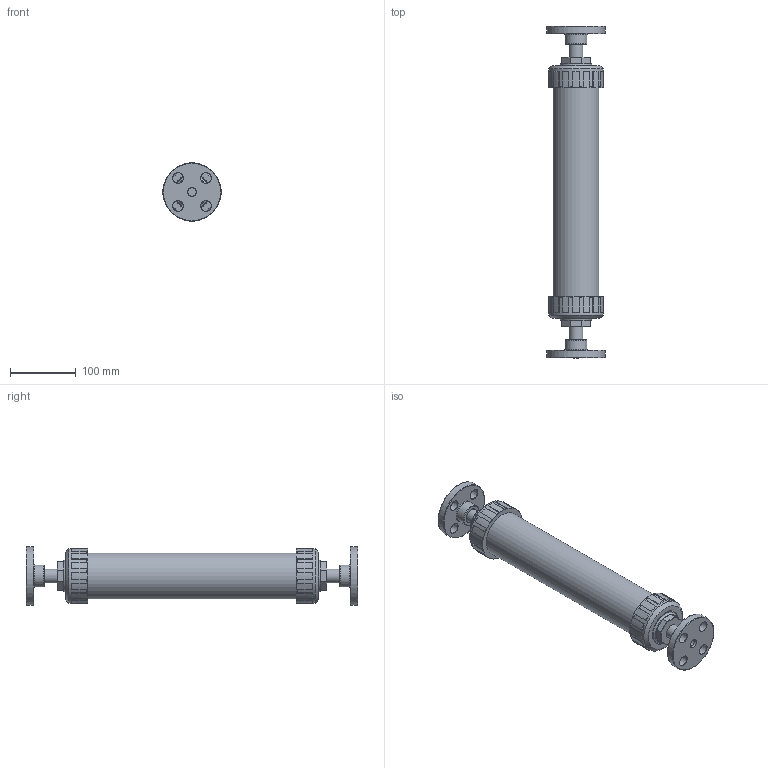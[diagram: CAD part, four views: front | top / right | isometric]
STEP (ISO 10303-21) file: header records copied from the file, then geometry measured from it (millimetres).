
FILE_DESCRIPTION((''),'2;1');
FILE_NAME('CVG-500-PV-50F_R0.stp','2017-07-25T08:33:16',('salesdesk5'),(''),'Autodesk Inventor 2009','Autodesk Inventor 2009','');
FILE_SCHEMA(('AUTOMOTIVE_DESIGN { 1 0 10303 214 1 1 1 1 }'));
Length unit declared in the file: inch
Products named in the file (1): CVG-500-PV-50F_R0
Bounding box: 88.56 x 506.22 x 88.56 mm (x, y, z)
Volume: 1784261.1 mm3; surface area: 161802 mm2
Topology: 1 solids, 8 shells, 330 faces, 826 edges, 528 vertices
Faces by surface type: bspline 134, plane 96, cylinder 40, cone 34, torus 26
Full cylindrical faces by diameter (mm): 13.36 x2, 16.002 x8, 33.541 x2, 54 x2, 69.85 x1, 88.9 x2
Entity records: 13427 total; most frequent: CARTESIAN_POINT 5896, ORIENTED_EDGE 1506, DIRECTION 1366, EDGE_CURVE 753, VERTEX_POINT 520, AXIS2_PLACEMENT_3D 503, EDGE_LOOP 427, VECTOR 360
